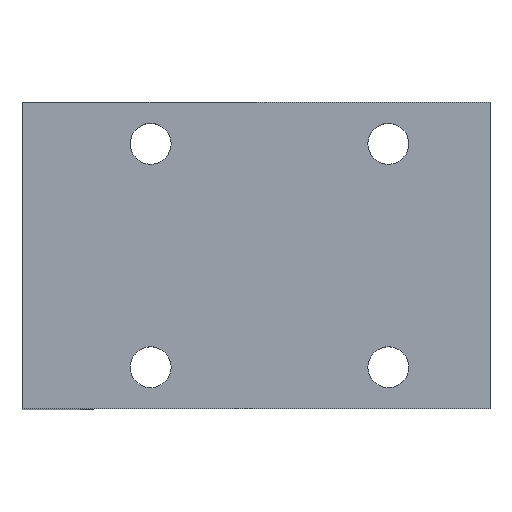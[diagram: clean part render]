
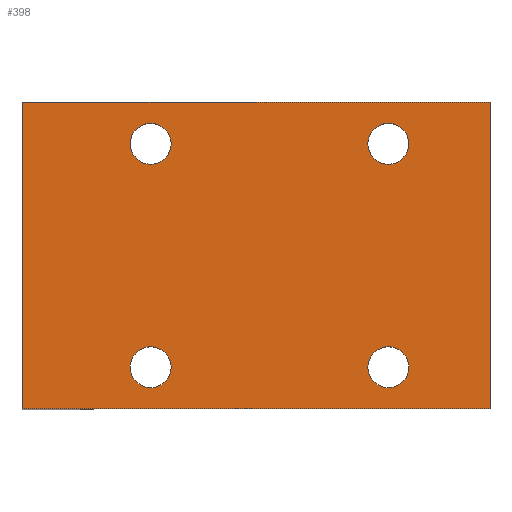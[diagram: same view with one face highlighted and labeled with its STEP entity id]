
A CAD part, top view. The second image highlights one B-rep face of the part: STEP entity #398.
In plain terms, the highlighted planar face has unit normal (0, 0, 1).
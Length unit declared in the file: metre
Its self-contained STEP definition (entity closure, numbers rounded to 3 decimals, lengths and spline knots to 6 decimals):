
#20=LINE('',#591,#54);
#21=LINE('',#594,#55);
#22=LINE('',#596,#56);
#23=LINE('',#598,#57);
#54=VECTOR('',#481,1.);
#55=VECTOR('',#482,1.);
#56=VECTOR('',#483,1.);
#57=VECTOR('',#484,1.);
#88=ORIENTED_EDGE('',*,*,#188,.F.);
#89=ORIENTED_EDGE('',*,*,#189,.T.);
#90=ORIENTED_EDGE('',*,*,#190,.T.);
#91=ORIENTED_EDGE('',*,*,#191,.F.);
#92=ORIENTED_EDGE('',*,*,#192,.T.);
#93=ORIENTED_EDGE('',*,*,#193,.T.);
#94=ORIENTED_EDGE('',*,*,#194,.F.);
#95=ORIENTED_EDGE('',*,*,#195,.F.);
#188=EDGE_CURVE('',#238,#238,#276,.F.);
#189=EDGE_CURVE('',#239,#239,#277,.T.);
#190=EDGE_CURVE('',#240,#240,#278,.T.);
#191=EDGE_CURVE('',#241,#242,#20,.T.);
#192=EDGE_CURVE('',#241,#243,#21,.T.);
#193=EDGE_CURVE('',#243,#244,#22,.T.);
#194=EDGE_CURVE('',#242,#244,#23,.T.);
#195=EDGE_CURVE('',#245,#245,#279,.F.);
#238=VERTEX_POINT('',#586);
#239=VERTEX_POINT('',#588);
#240=VERTEX_POINT('',#590);
#241=VERTEX_POINT('',#592);
#242=VERTEX_POINT('',#593);
#243=VERTEX_POINT('',#595);
#244=VERTEX_POINT('',#597);
#245=VERTEX_POINT('',#600);
#276=CIRCLE('',#434,0.00175);
#277=CIRCLE('',#435,0.00175);
#278=CIRCLE('',#436,0.00175);
#279=CIRCLE('',#437,0.00175);
#292=EDGE_LOOP('',(#88));
#293=EDGE_LOOP('',(#89));
#294=EDGE_LOOP('',(#90));
#295=EDGE_LOOP('',(#91,#92,#93,#94));
#296=EDGE_LOOP('',(#95));
#338=FACE_BOUND('',#292,.T.);
#339=FACE_BOUND('',#293,.T.);
#340=FACE_BOUND('',#294,.T.);
#341=FACE_BOUND('',#295,.T.);
#342=FACE_BOUND('',#296,.T.);
#384=PLANE('',#433);
#398=ADVANCED_FACE('',(#338,#339,#340,#341,#342),#384,.F.);
#433=AXIS2_PLACEMENT_3D('',#584,#473,#474);
#434=AXIS2_PLACEMENT_3D('',#585,#475,#476);
#435=AXIS2_PLACEMENT_3D('',#587,#477,#478);
#436=AXIS2_PLACEMENT_3D('',#589,#479,#480);
#437=AXIS2_PLACEMENT_3D('',#599,#485,#486);
#473=DIRECTION('',(0.,0.,-1.));
#474=DIRECTION('',(0.,1.,0.));
#475=DIRECTION('',(0.,0.,-1.));
#476=DIRECTION('',(0.,1.,0.));
#477=DIRECTION('',(0.,0.,-1.));
#478=DIRECTION('',(0.,1.,0.));
#479=DIRECTION('',(0.,0.,-1.));
#480=DIRECTION('',(0.,1.,0.));
#481=DIRECTION('',(1.,0.,0.));
#482=DIRECTION('',(0.,-1.,0.));
#483=DIRECTION('',(1.,0.,0.));
#484=DIRECTION('',(0.,-1.,0.));
#485=DIRECTION('',(0.,0.,-1.));
#486=DIRECTION('',(0.,1.,0.));
#584=CARTESIAN_POINT('',(-0.184491,0.127588,-0.085143));
#585=CARTESIAN_POINT('',(-0.155683,0.124036,-0.085143));
#586=CARTESIAN_POINT('',(-0.155683,0.125786,-0.085143));
#587=CARTESIAN_POINT('',(-0.155683,0.104936,-0.085143));
#588=CARTESIAN_POINT('',(-0.155683,0.106686,-0.085143));
#589=CARTESIAN_POINT('',(-0.175991,0.104936,-0.085143));
#590=CARTESIAN_POINT('',(-0.175991,0.106686,-0.085143));
#591=CARTESIAN_POINT('',(-0.184491,0.127586,-0.085143));
#592=CARTESIAN_POINT('',(-0.186991,0.127586,-0.085143));
#593=CARTESIAN_POINT('',(-0.146991,0.127586,-0.085143));
#594=CARTESIAN_POINT('',(-0.186991,0.127588,-0.085143));
#595=CARTESIAN_POINT('',(-0.186991,0.101386,-0.085143));
#596=CARTESIAN_POINT('',(-0.184491,0.101386,-0.085143));
#597=CARTESIAN_POINT('',(-0.146991,0.101386,-0.085143));
#598=CARTESIAN_POINT('',(-0.146991,0.127588,-0.085143));
#599=CARTESIAN_POINT('',(-0.175991,0.124036,-0.085143));
#600=CARTESIAN_POINT('',(-0.175991,0.125786,-0.085143));
